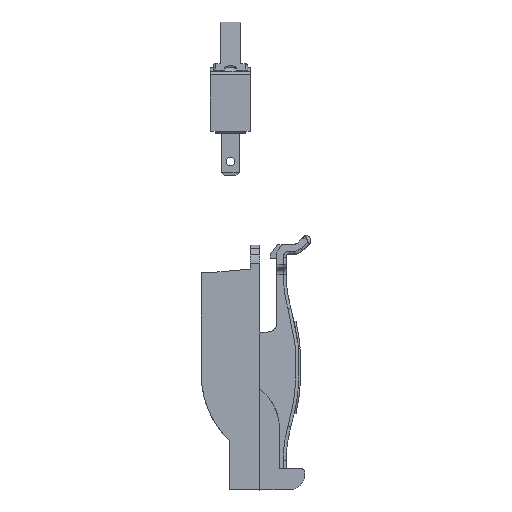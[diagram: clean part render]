
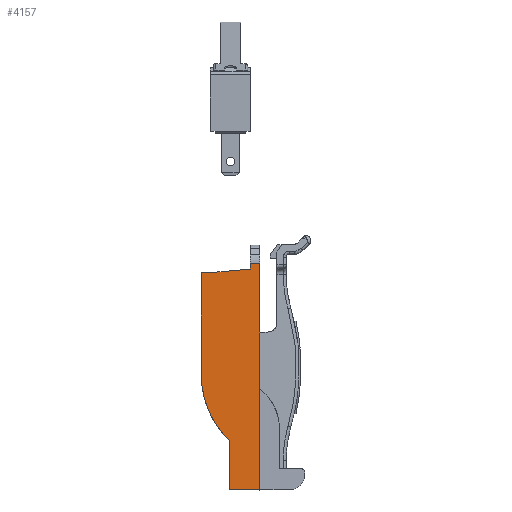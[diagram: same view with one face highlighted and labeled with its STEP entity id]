
A CAD part, front view. The second image highlights one B-rep face of the part: STEP entity #4157.
In plain terms, the highlighted face is planar.
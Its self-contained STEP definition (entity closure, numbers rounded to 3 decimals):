
#4072=AXIS2_PLACEMENT_3D('Plane Axis2P3D',#4069,#4070,#4071) ;
#3535=CARTESIAN_POINT('Vertex',(1.5,-10.95,0.)) ;
#3538=CARTESIAN_POINT('Line Origine',(-8.65,-10.95,0.)) ;
#3542=CARTESIAN_POINT('Vertex',(-18.8,-10.95,0.)) ;
#4054=CARTESIAN_POINT('Vertex',(1.5,-10.937,1.5)) ;
#4057=CARTESIAN_POINT('Line Origine',(1.5,-4373.214,-499865.998)) ;
#4069=CARTESIAN_POINT('Axis2P3D Location',(-35.3,-10.95,0.)) ;
#4074=CARTESIAN_POINT('Line Origine',(-27.197,-10.906,5.003)) ;
#4078=CARTESIAN_POINT('Vertex',(-27.093,-10.905,5.107)) ;
#4080=CARTESIAN_POINT('Vertex',(-27.3,-10.907,4.9)) ;
#4083=CARTESIAN_POINT('Line Origine',(-31.279,-10.907,4.9)) ;
#4087=CARTESIAN_POINT('Vertex',(-35.257,-10.907,4.9)) ;
#4090=CARTESIAN_POINT('Line Origine',(-35.279,-10.929,2.45)) ;
#4094=CARTESIAN_POINT('Vertex',(-35.3,-10.95,0.)) ;
#4097=CARTESIAN_POINT('Line Origine',(-27.05,-10.95,0.)) ;
#4102=CARTESIAN_POINT('Line Origine',(1.05,-10.937,1.5)) ;
#4106=CARTESIAN_POINT('Vertex',(0.6,-10.937,1.5)) ;
#4109=CARTESIAN_POINT('Line Origine',(0.3,-10.908,4.8)) ;
#4113=CARTESIAN_POINT('Vertex',(0.,-10.879,8.1)) ;
#4116=CARTESIAN_POINT('Line Origine',(-0.012,-10.873,8.8)) ;
#4120=CARTESIAN_POINT('Vertex',(-0.024,-10.867,9.5)) ;
#4123=CARTESIAN_POINT('Line Origine',(-8.256,-10.867,9.5)) ;
#4127=CARTESIAN_POINT('Vertex',(-16.487,-10.867,9.5)) ;
#4131=CARTESIAN_POINT('Control Point',(-16.487,-10.867,9.5)) ;
#4132=CARTESIAN_POINT('Control Point',(-17.449,-10.867,9.5)) ;
#4133=CARTESIAN_POINT('Control Point',(-18.397,-10.868,9.424)) ;
#4134=CARTESIAN_POINT('Control Point',(-19.332,-10.869,9.272)) ;
#4135=CARTESIAN_POINT('Control Point',(-20.979,-10.873,8.874)) ;
#4136=CARTESIAN_POINT('Control Point',(-22.543,-10.878,8.254)) ;
#4137=CARTESIAN_POINT('Control Point',(-23.229,-10.881,7.932)) ;
#4138=CARTESIAN_POINT('Control Point',(-24.459,-10.887,7.255)) ;
#4139=CARTESIAN_POINT('Control Point',(-25.614,-10.894,6.43)) ;
#4140=CARTESIAN_POINT('Control Point',(-26.125,-10.897,6.023)) ;
#4141=CARTESIAN_POINT('Control Point',(-26.62,-10.901,5.58)) ;
#4142=CARTESIAN_POINT('Control Point',(-27.093,-10.905,5.107)) ;
#3539=DIRECTION('Vector Direction',(1.,0.,0.)) ;
#4058=DIRECTION('Vector Direction',(0.,-0.009,-1.)) ;
#4070=DIRECTION('Axis2P3D Direction',(0.,-1.,0.009)) ;
#4071=DIRECTION('Axis2P3D XDirection',(1.,0.,0.)) ;
#4075=DIRECTION('Vector Direction',(-0.707,-0.006,-0.707)) ;
#4084=DIRECTION('Vector Direction',(-1.,0.,0.)) ;
#4091=DIRECTION('Vector Direction',(0.009,0.009,1.)) ;
#4098=DIRECTION('Vector Direction',(1.,0.,0.)) ;
#4103=DIRECTION('Vector Direction',(1.,0.,0.)) ;
#4110=DIRECTION('Vector Direction',(-0.091,0.009,0.996)) ;
#4117=DIRECTION('Vector Direction',(-0.017,0.009,1.)) ;
#4124=DIRECTION('Vector Direction',(-1.,0.,0.)) ;
#3540=VECTOR('Line Direction',#3539,1.) ;
#4059=VECTOR('Line Direction',#4058,1.) ;
#4076=VECTOR('Line Direction',#4075,1.) ;
#4085=VECTOR('Line Direction',#4084,1.) ;
#4092=VECTOR('Line Direction',#4091,1.) ;
#4099=VECTOR('Line Direction',#4098,1.) ;
#4104=VECTOR('Line Direction',#4103,1.) ;
#4111=VECTOR('Line Direction',#4110,1.) ;
#4118=VECTOR('Line Direction',#4117,1.) ;
#4125=VECTOR('Line Direction',#4124,1.) ;
#4145=ORIENTED_EDGE('',*,*,#4082,.T.) ;
#4146=ORIENTED_EDGE('',*,*,#4089,.T.) ;
#4147=ORIENTED_EDGE('',*,*,#4096,.F.) ;
#4148=ORIENTED_EDGE('',*,*,#4101,.T.) ;
#4149=ORIENTED_EDGE('',*,*,#3544,.T.) ;
#4150=ORIENTED_EDGE('',*,*,#4061,.T.) ;
#4151=ORIENTED_EDGE('',*,*,#4108,.F.) ;
#4152=ORIENTED_EDGE('',*,*,#4115,.T.) ;
#4153=ORIENTED_EDGE('',*,*,#4122,.T.) ;
#4154=ORIENTED_EDGE('',*,*,#4129,.T.) ;
#4155=ORIENTED_EDGE('',*,*,#4143,.T.) ;
#4157=ADVANCED_FACE('Hauptk\X2\00F6\X0\rper',(#4156),#4073,.T.) ;
#4130=B_SPLINE_CURVE_WITH_KNOTS('',5,(#4131,#4132,#4133,#4134,#4135,#4136,#4137,#4138,#4139,#4140,#4141,#4142),.UNSPECIFIED.,.F.,.U.,(6,3,3,6),(0.,6.637,12.051,16.67),.UNSPECIFIED.) ;
#3544=EDGE_CURVE('',#3543,#3536,#3541,.T.) ;
#4061=EDGE_CURVE('',#3536,#4055,#4060,.F.) ;
#4082=EDGE_CURVE('',#4079,#4081,#4077,.T.) ;
#4089=EDGE_CURVE('',#4081,#4088,#4086,.T.) ;
#4096=EDGE_CURVE('',#4095,#4088,#4093,.T.) ;
#4101=EDGE_CURVE('',#4095,#3543,#4100,.T.) ;
#4108=EDGE_CURVE('',#4107,#4055,#4105,.T.) ;
#4115=EDGE_CURVE('',#4107,#4114,#4112,.T.) ;
#4122=EDGE_CURVE('',#4114,#4121,#4119,.T.) ;
#4129=EDGE_CURVE('',#4121,#4128,#4126,.T.) ;
#4143=EDGE_CURVE('',#4128,#4079,#4130,.T.) ;
#4144=EDGE_LOOP('',(#4145,#4146,#4147,#4148,#4149,#4150,#4151,#4152,#4153,#4154,#4155)) ;
#4156=FACE_OUTER_BOUND('',#4144,.T.) ;
#3541=LINE('Line',#3538,#3540) ;
#4060=LINE('Line',#4057,#4059) ;
#4077=LINE('Line',#4074,#4076) ;
#4086=LINE('Line',#4083,#4085) ;
#4093=LINE('Line',#4090,#4092) ;
#4100=LINE('Line',#4097,#4099) ;
#4105=LINE('Line',#4102,#4104) ;
#4112=LINE('Line',#4109,#4111) ;
#4119=LINE('Line',#4116,#4118) ;
#4126=LINE('Line',#4123,#4125) ;
#4073=PLANE('',#4072) ;
#3536=VERTEX_POINT('',#3535) ;
#3543=VERTEX_POINT('',#3542) ;
#4055=VERTEX_POINT('',#4054) ;
#4079=VERTEX_POINT('',#4078) ;
#4081=VERTEX_POINT('',#4080) ;
#4088=VERTEX_POINT('',#4087) ;
#4095=VERTEX_POINT('',#4094) ;
#4107=VERTEX_POINT('',#4106) ;
#4114=VERTEX_POINT('',#4113) ;
#4121=VERTEX_POINT('',#4120) ;
#4128=VERTEX_POINT('',#4127) ;
